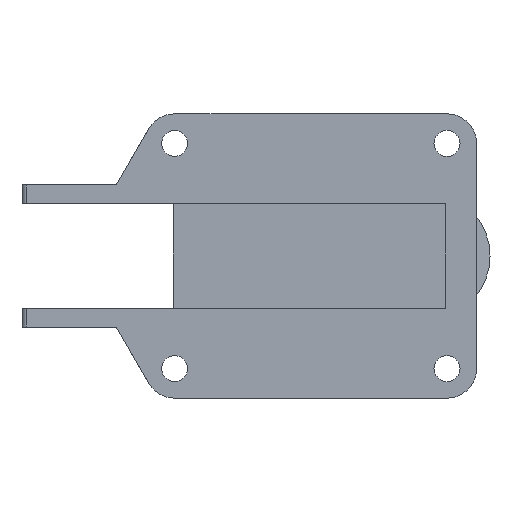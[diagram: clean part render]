
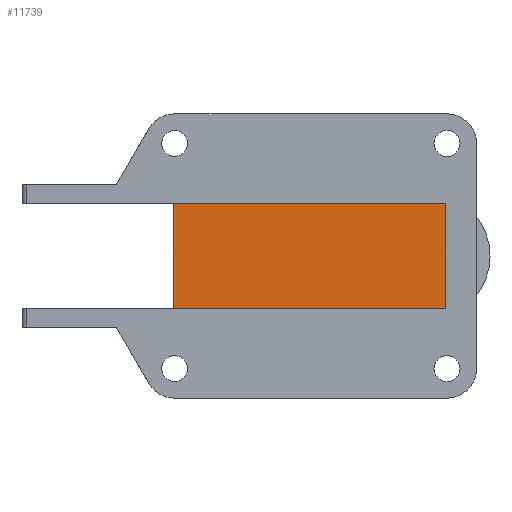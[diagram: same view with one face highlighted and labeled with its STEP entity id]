
A CAD part, front view. The second image highlights one B-rep face of the part: STEP entity #11739.
In plain terms, the highlighted planar face has unit normal (0, -1, 0).
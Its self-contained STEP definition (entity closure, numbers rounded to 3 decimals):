
#1684 = LINE ( 'NONE', #6125, #24848 ) ;
#1709 = CARTESIAN_POINT ( 'NONE',  ( 39.149, 173.808, 52. ) ) ;
#2237 = CARTESIAN_POINT ( 'NONE',  ( 259.453, 173.808, 8. ) ) ;
#2804 = VERTEX_POINT ( 'NONE', #15025 ) ;
#2843 = AXIS2_PLACEMENT_3D ( 'NONE', #10765, #7066, #6986 ) ;
#2889 = CARTESIAN_POINT ( 'NONE',  ( 144.453, 173.808, 52. ) ) ;
#3077 = VERTEX_POINT ( 'NONE', #20137 ) ;
#3089 = PLANE ( 'NONE',  #2843 ) ;
#4353 = VERTEX_POINT ( 'NONE', #18335 ) ;
#5292 = EDGE_CURVE ( 'NONE', #2804, #5342, #11606, .T. ) ;
#5342 = VERTEX_POINT ( 'NONE', #2237 ) ;
#6125 = CARTESIAN_POINT ( 'NONE',  ( 259.453, 173.808, 30. ) ) ;
#6986 = DIRECTION ( 'NONE',  ( 0., 0., 1. ) ) ;
#7066 = DIRECTION ( 'NONE',  ( 0., 1., 0. ) ) ;
#7484 = VECTOR ( 'NONE', #18700, 1000. ) ;
#7691 = VECTOR ( 'NONE', #15587, 1000. ) ;
#8405 = EDGE_CURVE ( 'NONE', #5342, #3077, #1684, .T. ) ;
#8473 = ORIENTED_EDGE ( 'NONE', *, *, #11613, .T. ) ;
#9080 = EDGE_CURVE ( 'NONE', #2804, #4353, #18316, .T. ) ;
#10765 = CARTESIAN_POINT ( 'NONE',  ( 144.453, 173.808, 52. ) ) ;
#11080 = LINE ( 'NONE', #1709, #7691 ) ;
#11606 = LINE ( 'NONE', #13893, #14700 ) ;
#11613 = EDGE_CURVE ( 'NONE', #3077, #4353, #11080, .T. ) ;
#11739 = ADVANCED_FACE ( 'NONE', ( #20383 ), #3089, .F. ) ;
#13620 = ORIENTED_EDGE ( 'NONE', *, *, #9080, .F. ) ;
#13893 = CARTESIAN_POINT ( 'NONE',  ( 184.453, 173.808, 8. ) ) ;
#14481 = ORIENTED_EDGE ( 'NONE', *, *, #5292, .T. ) ;
#14700 = VECTOR ( 'NONE', #15872, 1000. ) ;
#15025 = CARTESIAN_POINT ( 'NONE',  ( 144.453, 173.808, 8. ) ) ;
#15587 = DIRECTION ( 'NONE',  ( -1., 0., 0. ) ) ;
#15872 = DIRECTION ( 'NONE',  ( 1., 0., 0. ) ) ;
#17779 = EDGE_LOOP ( 'NONE', ( #8473, #13620, #14481, #20992 ) ) ;
#18055 = DIRECTION ( 'NONE',  ( 0., 0., 1. ) ) ;
#18316 = LINE ( 'NONE', #2889, #7484 ) ;
#18335 = CARTESIAN_POINT ( 'NONE',  ( 144.453, 173.808, 52. ) ) ;
#18700 = DIRECTION ( 'NONE',  ( 0., 0., 1. ) ) ;
#20137 = CARTESIAN_POINT ( 'NONE',  ( 259.453, 173.808, 52. ) ) ;
#20383 = FACE_OUTER_BOUND ( 'NONE', #17779, .T. ) ;
#20992 = ORIENTED_EDGE ( 'NONE', *, *, #8405, .T. ) ;
#24848 = VECTOR ( 'NONE', #18055, 1000. ) ;
